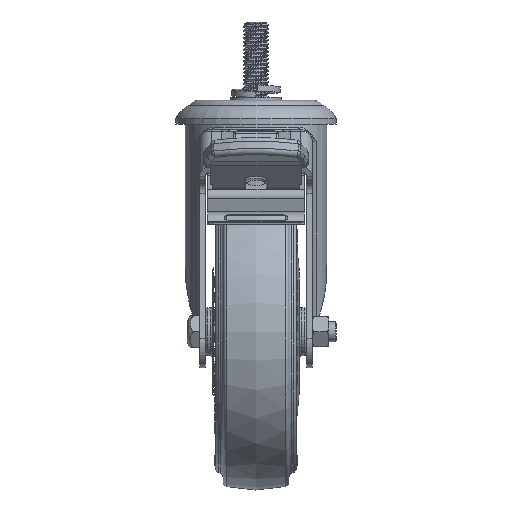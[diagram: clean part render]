
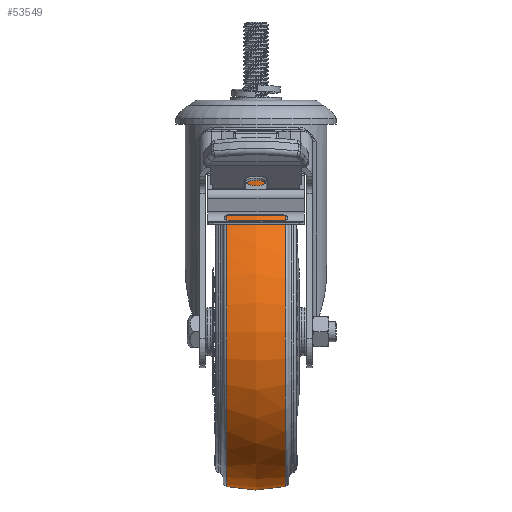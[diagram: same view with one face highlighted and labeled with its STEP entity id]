
A CAD part, front view. The second image highlights one B-rep face of the part: STEP entity #53549.
In plain terms, the highlighted free-form (B-spline) face has degree [2, 2] with [3, 9] control points.
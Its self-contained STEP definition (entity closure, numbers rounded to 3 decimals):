
#684=(
BOUNDED_SURFACE()
B_SPLINE_SURFACE(2,2,((#113433,#113434,#113435,#113436,#113437,#113438,
#113439,#113440,#113441),(#113442,#113443,#113444,#113445,#113446,#113447,
#113448,#113449,#113450),(#113451,#113452,#113453,#113454,#113455,#113456,
#113457,#113458,#113459)),.UNSPECIFIED.,.F.,.T.,.F.)
B_SPLINE_SURFACE_WITH_KNOTS((3,3),(3,2,2,2,3),(-0.231,0.231),
(-3.142,-1.571,0.,1.571,3.142),
 .UNSPECIFIED.)
GEOMETRIC_REPRESENTATION_ITEM()
RATIONAL_B_SPLINE_SURFACE(((1.,0.707,1.,0.707,1.,
0.707,1.,0.707,1.),(0.973,0.688,
0.973,0.688,0.973,0.688,0.973,
0.688,0.973),(1.,0.707,1.,0.707,
1.,0.707,1.,0.707,1.)))
REPRESENTATION_ITEM('')
SURFACE()
);
#16363=FACE_OUTER_BOUND('',#19632,.T.);
#19632=EDGE_LOOP('',(#46579,#46580,#46581,#46582));
#22184=CIRCLE('',#58088,61.169);
#22185=CIRCLE('',#58089,50.);
#22186=CIRCLE('',#58090,61.169);
#25875=VERTEX_POINT('',#113430);
#25876=VERTEX_POINT('',#113460);
#33027=EDGE_CURVE('',#25875,#25875,#22184,.T.);
#33028=EDGE_CURVE('',#25875,#25876,#22185,.T.);
#33029=EDGE_CURVE('',#25876,#25876,#22186,.T.);
#46579=ORIENTED_EDGE('',*,*,#33027,.F.);
#46580=ORIENTED_EDGE('',*,*,#33028,.T.);
#46581=ORIENTED_EDGE('',*,*,#33029,.T.);
#46582=ORIENTED_EDGE('',*,*,#33028,.F.);
#53549=ADVANCED_FACE('',(#16363),#684,.F.);
#58088=AXIS2_PLACEMENT_3D('',#113432,#68710,#68711);
#58089=AXIS2_PLACEMENT_3D('',#113461,#68712,#68713);
#58090=AXIS2_PLACEMENT_3D('',#113462,#68714,#68715);
#68710=DIRECTION('center_axis',(1.,0.,0.));
#68711=DIRECTION('ref_axis',(0.,0.,
-1.));
#68712=DIRECTION('center_axis',(0.,-1.,0.));
#68713=DIRECTION('ref_axis',(0.,0.,
1.));
#68714=DIRECTION('center_axis',(1.,0.,0.));
#68715=DIRECTION('ref_axis',(0.,0.,
-1.));
#113430=CARTESIAN_POINT('',(11.458,0.,61.169));
#113432=CARTESIAN_POINT('Origin',(11.458,0.,
0.));
#113433=CARTESIAN_POINT('Ctrl Pts',(-11.458,0.,
61.169));
#113434=CARTESIAN_POINT('Ctrl Pts',(-11.458,-61.169,
61.169));
#113435=CARTESIAN_POINT('Ctrl Pts',(-11.458,-61.169,
0.));
#113436=CARTESIAN_POINT('Ctrl Pts',(-11.458,-61.169,
-61.169));
#113437=CARTESIAN_POINT('Ctrl Pts',(-11.458,0.,
-61.169));
#113438=CARTESIAN_POINT('Ctrl Pts',(-11.458,61.169,
-61.169));
#113439=CARTESIAN_POINT('Ctrl Pts',(-11.458,61.169,
0.));
#113440=CARTESIAN_POINT('Ctrl Pts',(-11.458,61.169,
61.169));
#113441=CARTESIAN_POINT('Ctrl Pts',(-11.458,0.,
61.169));
#113442=CARTESIAN_POINT('Ctrl Pts',(0.,0.,
63.867));
#113443=CARTESIAN_POINT('Ctrl Pts',(0.,-63.867,
63.867));
#113444=CARTESIAN_POINT('Ctrl Pts',(0.,-63.867,
0.));
#113445=CARTESIAN_POINT('Ctrl Pts',(0.,-63.867,
-63.867));
#113446=CARTESIAN_POINT('Ctrl Pts',(0.,0.,
-63.867));
#113447=CARTESIAN_POINT('Ctrl Pts',(0.,63.867,
-63.867));
#113448=CARTESIAN_POINT('Ctrl Pts',(0.,63.867,
0.));
#113449=CARTESIAN_POINT('Ctrl Pts',(0.,63.867,
63.867));
#113450=CARTESIAN_POINT('Ctrl Pts',(0.,0.,
63.867));
#113451=CARTESIAN_POINT('Ctrl Pts',(11.458,0.,
61.169));
#113452=CARTESIAN_POINT('Ctrl Pts',(11.458,-61.169,
61.169));
#113453=CARTESIAN_POINT('Ctrl Pts',(11.458,-61.169,
0.));
#113454=CARTESIAN_POINT('Ctrl Pts',(11.458,-61.169,
-61.169));
#113455=CARTESIAN_POINT('Ctrl Pts',(11.458,0.,
-61.169));
#113456=CARTESIAN_POINT('Ctrl Pts',(11.458,61.169,-61.169));
#113457=CARTESIAN_POINT('Ctrl Pts',(11.458,61.169,0.));
#113458=CARTESIAN_POINT('Ctrl Pts',(11.458,61.169,61.169));
#113459=CARTESIAN_POINT('Ctrl Pts',(11.458,0.,
61.169));
#113460=CARTESIAN_POINT('',(-11.458,0.,61.169));
#113461=CARTESIAN_POINT('Origin',(0.,0.,
12.5));
#113462=CARTESIAN_POINT('Origin',(-11.458,0.,
0.));
